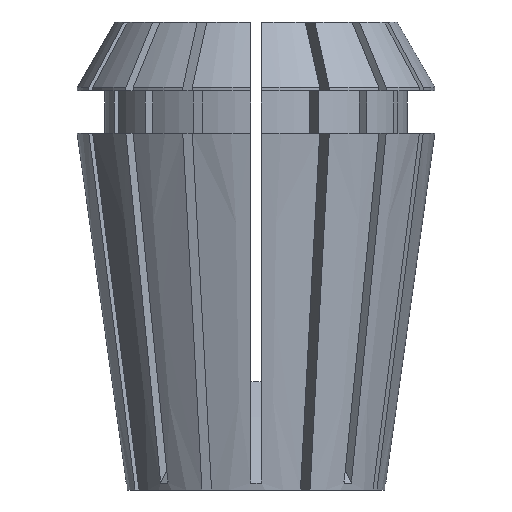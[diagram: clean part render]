
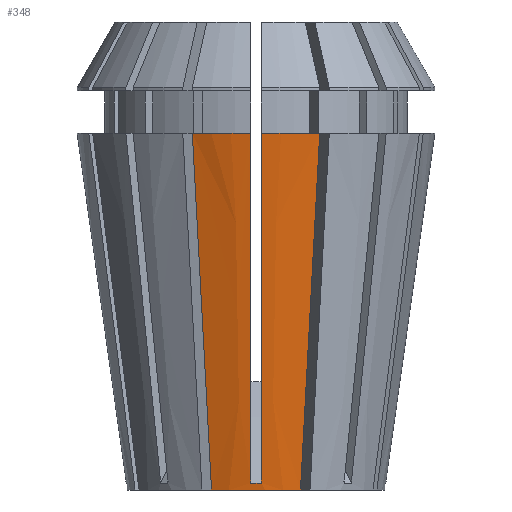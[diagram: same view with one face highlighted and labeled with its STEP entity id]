
A CAD part, left-side view. The second image highlights one B-rep face of the part: STEP entity #348.
In plain terms, the highlighted conical face has half-angle 8 degrees and reference radius 9.36 mm.
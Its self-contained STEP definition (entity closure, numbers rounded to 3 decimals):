
#9 = CARTESIAN_POINT ( 'NONE',  ( -9.819, 0.375, 3.314 ) ) ;
#65 = CARTESIAN_POINT ( 'NONE',  ( -8.784, -3.233, 0. ) ) ;
#90 = CARTESIAN_POINT ( 'NONE',  ( -8.784, 3.233, 0. ) ) ;
#146 = DIRECTION ( 'NONE',  ( 0., 0., -1. ) ) ;
#210 = CARTESIAN_POINT ( 'NONE',  ( 0., 0., 0. ) ) ;
#337 = B_SPLINE_CURVE_WITH_KNOTS ( 'NONE', 3,
 ( #4653, #2192, #1787, #2233, #5995, #5510, #5527, #794, #5053, #3184 ),
 .UNSPECIFIED., .F., .F.,
 ( 4, 3, 3, 4 ),
 ( 0.051, 0.056, 0.073, 0.076 ),
 .UNSPECIFIED. ) ;
#341 = ORIENTED_EDGE ( 'NONE', *, *, #516, .F. ) ;
#348 = ADVANCED_FACE ( 'NONE', ( #3466 ), #5673, .T. ) ;
#421 = CARTESIAN_POINT ( 'NONE',  ( -12.737, 0.375, 24.066 ) ) ;
#452 = CARTESIAN_POINT ( 'NONE',  ( -8.927, -3.292, 1.099 ) ) ;
#454 = CIRCLE ( 'NONE', #2901, 13. ) ;
#472 = AXIS2_PLACEMENT_3D ( 'NONE', #1547, #146, #4012 ) ;
#481 = CARTESIAN_POINT ( 'NONE',  ( -10.62, 0.375, 9.009 ) ) ;
#516 = EDGE_CURVE ( 'NONE', #3578, #4140, #1912, .T. ) ;
#715 = VERTEX_POINT ( 'NONE', #4882 ) ;
#794 = CARTESIAN_POINT ( 'NONE',  ( -9.687, -0.375, 2.379 ) ) ;
#940 = CARTESIAN_POINT ( 'NONE',  ( -12.149, -4.626, 25.9 ) ) ;
#959 = CARTESIAN_POINT ( 'NONE',  ( -10.192, -3.816, 10.832 ) ) ;
#969 = VERTEX_POINT ( 'NONE', #1321 ) ;
#970 = CARTESIAN_POINT ( 'NONE',  ( -11.421, 0.375, 14.703 ) ) ;
#1001 = CARTESIAN_POINT ( 'NONE',  ( -10.192, 3.816, 10.832 ) ) ;
#1062 = CARTESIAN_POINT ( 'NONE',  ( -12.995, 0.375, 25.9 ) ) ;
#1102 = DIRECTION ( 'NONE',  ( -1., 0., 0. ) ) ;
#1147 = DIRECTION ( 'NONE',  ( 0., 0., 1. ) ) ;
#1153 = VERTEX_POINT ( 'NONE', #3986 ) ;
#1173 = CARTESIAN_POINT ( 'NONE',  ( -12.149, -4.626, 25.9 ) ) ;
#1217 = VERTEX_POINT ( 'NONE', #1062 ) ;
#1321 = CARTESIAN_POINT ( 'NONE',  ( -9.424, 0.375, 0.508 ) ) ;
#1353 = CARTESIAN_POINT ( 'NONE',  ( -12.479, 0.375, 22.232 ) ) ;
#1396 = ORIENTED_EDGE ( 'NONE', *, *, #2413, .T. ) ;
#1547 = CARTESIAN_POINT ( 'NONE',  ( 0., 0., 25.9 ) ) ;
#1557 = ORIENTED_EDGE ( 'NONE', *, *, #2670, .T. ) ;
#1787 = CARTESIAN_POINT ( 'NONE',  ( -12.479, -0.375, 22.232 ) ) ;
#1912 = B_SPLINE_CURVE_WITH_KNOTS ( 'NONE', 3,
 ( #940, #5635, #959, #4763, #2387, #452, #2815 ),
 .UNSPECIFIED., .F., .F.,
 ( 4, 3, 4 ),
 ( 0., 0.023, 0.026 ),
 .UNSPECIFIED. ) ;
#2058 = EDGE_CURVE ( 'NONE', #5205, #1153, #5532, .T. ) ;
#2192 = CARTESIAN_POINT ( 'NONE',  ( -12.737, -0.375, 24.066 ) ) ;
#2221 = EDGE_CURVE ( 'NONE', #1217, #969, #5577, .T. ) ;
#2233 = CARTESIAN_POINT ( 'NONE',  ( -12.221, -0.375, 20.397 ) ) ;
#2309 = CIRCLE ( 'NONE', #4112, 9.36 ) ;
#2373 = CARTESIAN_POINT ( 'NONE',  ( -12.995, 0.375, 25.9 ) ) ;
#2387 = CARTESIAN_POINT ( 'NONE',  ( -9.07, -3.351, 2.199 ) ) ;
#2413 = EDGE_CURVE ( 'NONE', #1217, #5205, #454, .T. ) ;
#2420 = DIRECTION ( 'NONE',  ( 0., 0., -1. ) ) ;
#2614 = CARTESIAN_POINT ( 'NONE',  ( -12.149, 4.626, 25.9 ) ) ;
#2670 = EDGE_CURVE ( 'NONE', #715, #3534, #337, .T. ) ;
#2767 = CARTESIAN_POINT ( 'NONE',  ( -9.424, 0.375, 0.508 ) ) ;
#2814 = ORIENTED_EDGE ( 'NONE', *, *, #4710, .T. ) ;
#2815 = CARTESIAN_POINT ( 'NONE',  ( -8.784, -3.233, 0. ) ) ;
#2901 = AXIS2_PLACEMENT_3D ( 'NONE', #4450, #3957, #1102 ) ;
#2974 = CARTESIAN_POINT ( 'NONE',  ( -9.424, -0.375, 0.508 ) ) ;
#3048 = B_SPLINE_CURVE_WITH_KNOTS ( 'NONE', 3,
 ( #2767, #4235, #3366, #5868 ),
 .UNSPECIFIED., .F., .F.,
 ( 4, 4 ),
 ( 0., 0.001 ),
 .UNSPECIFIED. ) ;
#3184 = CARTESIAN_POINT ( 'NONE',  ( -9.424, -0.375, 0.508 ) ) ;
#3186 = ORIENTED_EDGE ( 'NONE', *, *, #2221, .F. ) ;
#3260 = ORIENTED_EDGE ( 'NONE', *, *, #2058, .T. ) ;
#3316 = CARTESIAN_POINT ( 'NONE',  ( -9.424, 0.375, 0.508 ) ) ;
#3352 = CARTESIAN_POINT ( 'NONE',  ( -9.687, 0.375, 2.379 ) ) ;
#3366 = CARTESIAN_POINT ( 'NONE',  ( -9.433, -0.125, 0.497 ) ) ;
#3466 = FACE_OUTER_BOUND ( 'NONE', #4893, .T. ) ;
#3534 = VERTEX_POINT ( 'NONE', #2974 ) ;
#3578 = VERTEX_POINT ( 'NONE', #1173 ) ;
#3723 = ORIENTED_EDGE ( 'NONE', *, *, #6108, .F. ) ;
#3738 = CARTESIAN_POINT ( 'NONE',  ( -12.221, 0.375, 20.397 ) ) ;
#3775 = CARTESIAN_POINT ( 'NONE',  ( 0., 0., 0. ) ) ;
#3852 = CARTESIAN_POINT ( 'NONE',  ( -12.149, 4.626, 25.9 ) ) ;
#3903 = AXIS2_PLACEMENT_3D ( 'NONE', #210, #1147, #4907 ) ;
#3932 = CARTESIAN_POINT ( 'NONE',  ( -8.927, 3.292, 1.099 ) ) ;
#3957 = DIRECTION ( 'NONE',  ( 0., 0., -1. ) ) ;
#3986 = CARTESIAN_POINT ( 'NONE',  ( -8.784, 3.233, 0. ) ) ;
#4012 = DIRECTION ( 'NONE',  ( -1., 0., 0. ) ) ;
#4112 = AXIS2_PLACEMENT_3D ( 'NONE', #3775, #2420, #4265 ) ;
#4126 = EDGE_CURVE ( 'NONE', #969, #3534, #3048, .T. ) ;
#4140 = VERTEX_POINT ( 'NONE', #65 ) ;
#4170 = ORIENTED_EDGE ( 'NONE', *, *, #4126, .F. ) ;
#4235 = CARTESIAN_POINT ( 'NONE',  ( -9.433, 0.125, 0.497 ) ) ;
#4248 = CARTESIAN_POINT ( 'NONE',  ( -9.556, 0.375, 1.444 ) ) ;
#4265 = DIRECTION ( 'NONE',  ( -1., 0., 0. ) ) ;
#4410 = CARTESIAN_POINT ( 'NONE',  ( -9.213, 3.41, 3.298 ) ) ;
#4450 = CARTESIAN_POINT ( 'NONE',  ( 0., 0., 25.9 ) ) ;
#4653 = CARTESIAN_POINT ( 'NONE',  ( -12.995, -0.375, 25.9 ) ) ;
#4710 = EDGE_CURVE ( 'NONE', #3578, #715, #5406, .T. ) ;
#4763 = CARTESIAN_POINT ( 'NONE',  ( -9.213, -3.41, 3.298 ) ) ;
#4882 = CARTESIAN_POINT ( 'NONE',  ( -12.995, -0.375, 25.9 ) ) ;
#4893 = EDGE_LOOP ( 'NONE', ( #1396, #3260, #3723, #341, #2814, #1557, #4170, #3186 ) ) ;
#4907 = DIRECTION ( 'NONE',  ( 1., 0., 0. ) ) ;
#5053 = CARTESIAN_POINT ( 'NONE',  ( -9.556, -0.375, 1.444 ) ) ;
#5205 = VERTEX_POINT ( 'NONE', #2614 ) ;
#5326 = CARTESIAN_POINT ( 'NONE',  ( -11.171, 4.221, 18.366 ) ) ;
#5406 = CIRCLE ( 'NONE', #472, 13. ) ;
#5510 = CARTESIAN_POINT ( 'NONE',  ( -10.62, -0.375, 9.009 ) ) ;
#5527 = CARTESIAN_POINT ( 'NONE',  ( -9.819, -0.375, 3.314 ) ) ;
#5532 = B_SPLINE_CURVE_WITH_KNOTS ( 'NONE', 3,
 ( #3852, #5326, #1001, #4410, #5830, #3932, #90 ),
 .UNSPECIFIED., .F., .F.,
 ( 4, 3, 4 ),
 ( 0., 0.023, 0.026 ),
 .UNSPECIFIED. ) ;
#5577 = B_SPLINE_CURVE_WITH_KNOTS ( 'NONE', 3,
 ( #2373, #421, #1353, #3738, #970, #481, #9, #3352, #4248, #3316 ),
 .UNSPECIFIED., .F., .F.,
 ( 4, 3, 3, 4 ),
 ( 0.051, 0.056, 0.073, 0.076 ),
 .UNSPECIFIED. ) ;
#5635 = CARTESIAN_POINT ( 'NONE',  ( -11.171, -4.221, 18.366 ) ) ;
#5673 = CONICAL_SURFACE ( 'NONE', #3903, 9.36, 0.14 ) ;
#5830 = CARTESIAN_POINT ( 'NONE',  ( -9.07, 3.351, 2.199 ) ) ;
#5868 = CARTESIAN_POINT ( 'NONE',  ( -9.424, -0.375, 0.508 ) ) ;
#5995 = CARTESIAN_POINT ( 'NONE',  ( -11.421, -0.375, 14.703 ) ) ;
#6108 = EDGE_CURVE ( 'NONE', #4140, #1153, #2309, .T. ) ;
